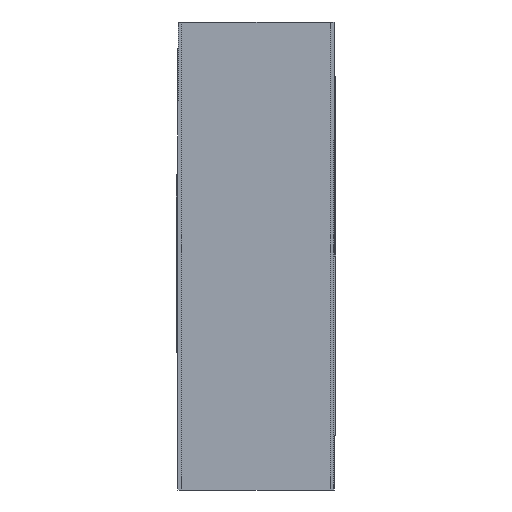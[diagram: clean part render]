
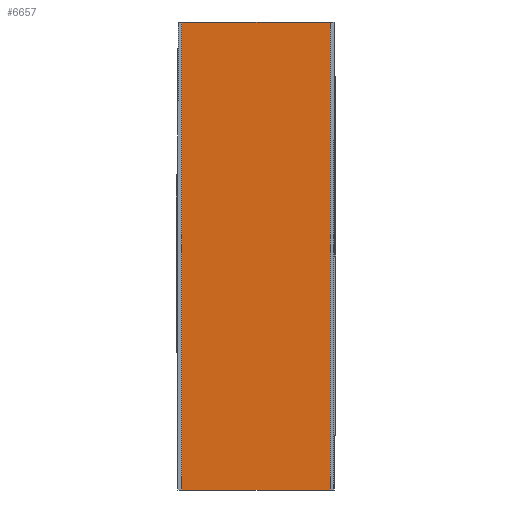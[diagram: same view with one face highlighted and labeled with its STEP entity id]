
A CAD part, left-side view. The second image highlights one B-rep face of the part: STEP entity #6657.
In plain terms, the highlighted planar face has unit normal (-1, 0, 0).
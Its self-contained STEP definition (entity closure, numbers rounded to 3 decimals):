
#743 = CARTESIAN_POINT ( 'NONE',  ( -3.5, 0.985, -1.5 ) ) ;
#1182 = ORIENTED_EDGE ( 'NONE', *, *, #6201, .F. ) ;
#1231 = ORIENTED_EDGE ( 'NONE', *, *, #8584, .F. ) ;
#1467 = CARTESIAN_POINT ( 'NONE',  ( -3.5, 0.01, 1.5 ) ) ;
#1677 = VERTEX_POINT ( 'NONE', #6579 ) ;
#1905 = LINE ( 'NONE', #1467, #7901 ) ;
#2302 = VECTOR ( 'NONE', #7642, 1000. ) ;
#2419 = DIRECTION ( 'NONE',  ( 0., 1., 0. ) ) ;
#2448 = LINE ( 'NONE', #8426, #2989 ) ;
#2472 = ORIENTED_EDGE ( 'NONE', *, *, #9000, .T. ) ;
#2487 = VERTEX_POINT ( 'NONE', #743 ) ;
#2660 = CARTESIAN_POINT ( 'NONE',  ( -3.5, 0.01, -1.5 ) ) ;
#2754 = FACE_OUTER_BOUND ( 'NONE', #8569, .T. ) ;
#2989 = VECTOR ( 'NONE', #7036, 1000. ) ;
#3062 = VERTEX_POINT ( 'NONE', #5835 ) ;
#3919 = PLANE ( 'NONE',  #8130 ) ;
#4063 = VECTOR ( 'NONE', #4447, 1000. ) ;
#4160 = LINE ( 'NONE', #2660, #2302 ) ;
#4322 = CARTESIAN_POINT ( 'NONE',  ( -3.5, 0.035, 1.5 ) ) ;
#4447 = DIRECTION ( 'NONE',  ( 0., 0., 1. ) ) ;
#4504 = DIRECTION ( 'NONE',  ( -1., 0., 0. ) ) ;
#4614 = VERTEX_POINT ( 'NONE', #4322 ) ;
#5082 = ORIENTED_EDGE ( 'NONE', *, *, #7429, .T. ) ;
#5697 = LINE ( 'NONE', #5809, #4063 ) ;
#5809 = CARTESIAN_POINT ( 'NONE',  ( -3.5, 0.985, 1.5 ) ) ;
#5835 = CARTESIAN_POINT ( 'NONE',  ( -3.5, 0.985, 1.5 ) ) ;
#6201 = EDGE_CURVE ( 'NONE', #4614, #1677, #2448, .T. ) ;
#6579 = CARTESIAN_POINT ( 'NONE',  ( -3.5, 0.035, -1.5 ) ) ;
#6657 = ADVANCED_FACE ( 'NONE', ( #2754 ), #3919, .T. ) ;
#7036 = DIRECTION ( 'NONE',  ( 0., 0., -1. ) ) ;
#7425 = CARTESIAN_POINT ( 'NONE',  ( -3.5, 0.01, -1.5 ) ) ;
#7429 = EDGE_CURVE ( 'NONE', #4614, #3062, #1905, .T. ) ;
#7642 = DIRECTION ( 'NONE',  ( 0., -1., 0. ) ) ;
#7743 = DIRECTION ( 'NONE',  ( 0., 1., 0. ) ) ;
#7901 = VECTOR ( 'NONE', #7743, 1000. ) ;
#8130 = AXIS2_PLACEMENT_3D ( 'NONE', #7425, #4504, #2419 ) ;
#8426 = CARTESIAN_POINT ( 'NONE',  ( -3.5, 0.035, 1.5 ) ) ;
#8569 = EDGE_LOOP ( 'NONE', ( #5082, #1231, #2472, #1182 ) ) ;
#8584 = EDGE_CURVE ( 'NONE', #2487, #3062, #5697, .T. ) ;
#9000 = EDGE_CURVE ( 'NONE', #2487, #1677, #4160, .T. ) ;
